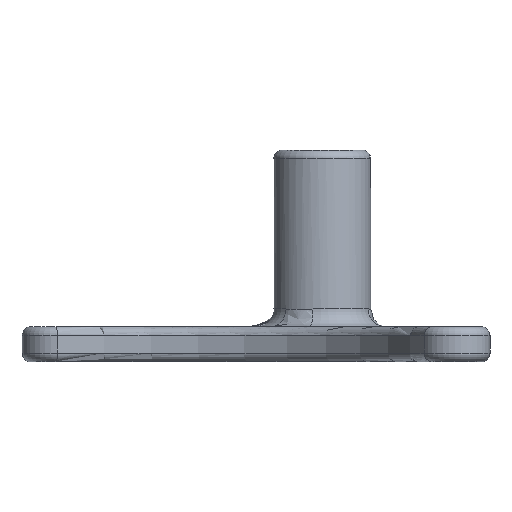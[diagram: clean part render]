
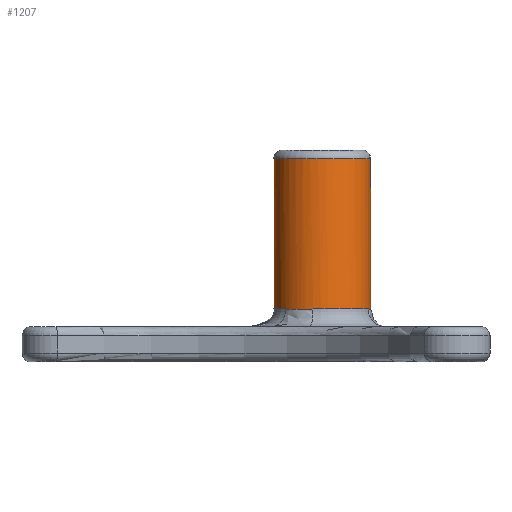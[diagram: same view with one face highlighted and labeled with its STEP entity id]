
A CAD part, front view. The second image highlights one B-rep face of the part: STEP entity #1207.
In plain terms, the highlighted cylindrical face has radius 5.5 mm (diameter 11 mm), a full revolution.
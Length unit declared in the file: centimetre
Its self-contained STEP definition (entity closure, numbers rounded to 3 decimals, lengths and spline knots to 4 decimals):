
#33=FACE_BOUND($,#319,.T.);
#56=CIRCLE($,#1305,0.55);
#57=CIRCLE($,#1307,0.55);
#58=CIRCLE($,#1308,0.55);
#59=CIRCLE($,#1309,0.55);
#227=FACE_OUTER_BOUND($,#318,.T.);
#318=EDGE_LOOP($,(#812,#813,#814,#815,#816,#817));
#319=EDGE_LOOP($,(#818));
#409=B_SPLINE_CURVE_WITH_KNOTS($,3,(#2007,#2008,#2009,#2010,#2011),
 .UNSPECIFIED.,.F.,.F.,(4,1,4),(-3.1416,-0.4488,3.1416),
 .UNSPECIFIED.);
#410=B_SPLINE_CURVE_WITH_KNOTS($,3,(#2015,#2016,#2017,#2018,#2019),
 .UNSPECIFIED.,.F.,.F.,(4,1,4),(-3.1416,0.4488,3.1416),
 .UNSPECIFIED.);
#411=B_SPLINE_CURVE_WITH_KNOTS($,3,(#2022,#2023,#2024,#2025,#2026),
 .UNSPECIFIED.,.F.,.F.,(4,1,4),(-3.1416,-0.4488,3.1416),
 .UNSPECIFIED.);
#498=VERTEX_POINT($,#2000);
#499=VERTEX_POINT($,#2003);
#500=VERTEX_POINT($,#2004);
#501=VERTEX_POINT($,#2006);
#502=VERTEX_POINT($,#2012);
#503=VERTEX_POINT($,#2014);
#504=VERTEX_POINT($,#2020);
#613=EDGE_CURVE($,#498,#498,#56,.T.);
#614=EDGE_CURVE($,#499,#500,#57,.T.);
#615=EDGE_CURVE($,#501,#499,#409,.T.);
#616=EDGE_CURVE($,#502,#501,#58,.T.);
#617=EDGE_CURVE($,#503,#502,#410,.T.);
#618=EDGE_CURVE($,#504,#503,#59,.T.);
#619=EDGE_CURVE($,#500,#504,#411,.T.);
#812=ORIENTED_EDGE($,*,*,#614,.F.);
#813=ORIENTED_EDGE($,*,*,#615,.F.);
#814=ORIENTED_EDGE($,*,*,#616,.F.);
#815=ORIENTED_EDGE($,*,*,#617,.F.);
#816=ORIENTED_EDGE($,*,*,#618,.F.);
#817=ORIENTED_EDGE($,*,*,#619,.F.);
#818=ORIENTED_EDGE($,*,*,#613,.F.);
#1180=CYLINDRICAL_SURFACE($,#1306,0.55);
#1207=ADVANCED_FACE($,(#227,#33),#1180,.T.);
#1305=AXIS2_PLACEMENT_3D($,#2001,#1528,#1529);
#1306=AXIS2_PLACEMENT_3D($,#2002,#1530,#1531);
#1307=AXIS2_PLACEMENT_3D($,#2005,#1532,#1533);
#1308=AXIS2_PLACEMENT_3D($,#2013,#1534,#1535);
#1309=AXIS2_PLACEMENT_3D($,#2021,#1536,#1537);
#1528=DIRECTION('center_axis',(0.,0.,1.));
#1529=DIRECTION('ref_axis',(1.,0.,0.));
#1530=DIRECTION('center_axis',(0.,0.,1.));
#1531=DIRECTION('ref_axis',(1.,0.,0.));
#1532=DIRECTION('center_axis',(0.,0.,-1.));
#1533=DIRECTION('ref_axis',(1.,0.,0.));
#1534=DIRECTION('center_axis',(0.,0.,-1.));
#1535=DIRECTION('ref_axis',(1.,0.,0.));
#1536=DIRECTION('center_axis',(0.,0.,-1.));
#1537=DIRECTION('ref_axis',(1.,0.,0.));
#2000=CARTESIAN_POINT('',(-0.55,0.,1.9));
#2001=CARTESIAN_POINT('Origin',(0.,0.,1.9));
#2002=CARTESIAN_POINT('Origin',(0.,0.,0.));
#2003=CARTESIAN_POINT('',(-0.4154,-0.3604,0.2));
#2004=CARTESIAN_POINT('',(-0.4154,0.3604,0.2));
#2005=CARTESIAN_POINT('Origin',(0.,0.,0.2));
#2006=CARTESIAN_POINT('',(-0.1044,-0.54,0.2));
#2007=CARTESIAN_POINT('Ctrl Pts',(-0.1044,-0.54,
0.2));
#2008=CARTESIAN_POINT('Ctrl Pts',(-0.1557,-0.5301,
0.2));
#2009=CARTESIAN_POINT('Ctrl Pts',(-0.2722,-0.4898,
0.1914));
#2010=CARTESIAN_POINT('Ctrl Pts',(-0.3698,-0.4131,
0.2));
#2011=CARTESIAN_POINT('Ctrl Pts',(-0.4154,-0.3604,
0.2));
#2012=CARTESIAN_POINT('',(0.5199,-0.1796,0.2));
#2013=CARTESIAN_POINT('Origin',(0.,0.,0.2));
#2014=CARTESIAN_POINT('',(0.5199,0.1796,0.2));
#2015=CARTESIAN_POINT('Ctrl Pts',(0.5199,0.1796,0.2));
#2016=CARTESIAN_POINT('Ctrl Pts',(0.5426,0.1137,0.2));
#2017=CARTESIAN_POINT('Ctrl Pts',(0.5602,-0.0092,
0.1914));
#2018=CARTESIAN_POINT('Ctrl Pts',(0.5369,-0.1302,
0.2));
#2019=CARTESIAN_POINT('Ctrl Pts',(0.5199,-0.1796,
0.2));
#2020=CARTESIAN_POINT('',(-0.1044,0.54,0.2));
#2021=CARTESIAN_POINT('Origin',(0.,0.,0.2));
#2022=CARTESIAN_POINT('Ctrl Pts',(-0.4154,0.3604,
0.2));
#2023=CARTESIAN_POINT('Ctrl Pts',(-0.3812,0.3999,
0.2));
#2024=CARTESIAN_POINT('Ctrl Pts',(-0.2881,0.4806,0.1914));
#2025=CARTESIAN_POINT('Ctrl Pts',(-0.1729,0.5268,
0.2));
#2026=CARTESIAN_POINT('Ctrl Pts',(-0.1044,0.54,
0.2));
